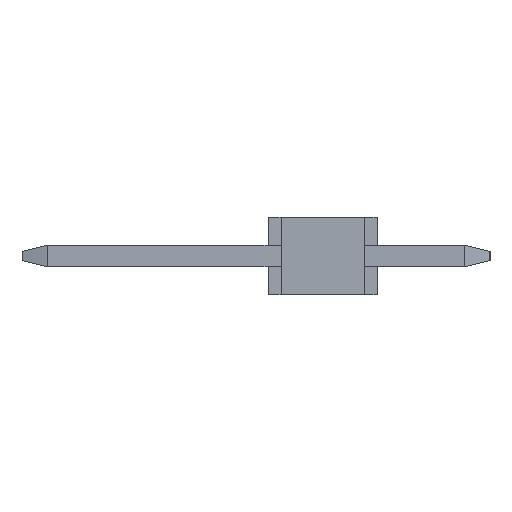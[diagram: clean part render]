
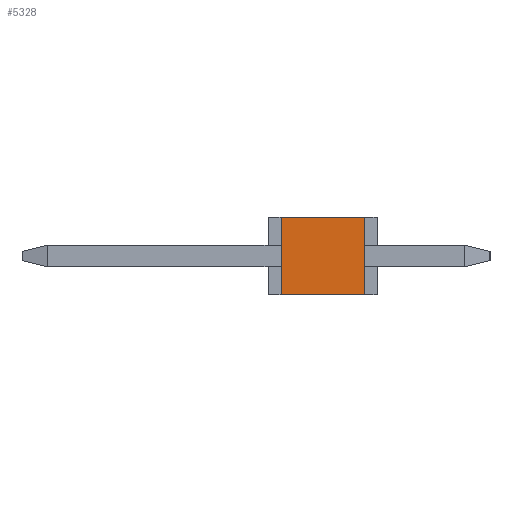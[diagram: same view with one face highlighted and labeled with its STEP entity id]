
A CAD part, left-side view. The second image highlights one B-rep face of the part: STEP entity #5328.
In plain terms, the highlighted planar face has unit normal (-1, 0, 0).
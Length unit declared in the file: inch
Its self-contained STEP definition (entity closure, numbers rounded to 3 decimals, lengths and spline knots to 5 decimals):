
#1=DIRECTION('',(0.,0.,-1.));
#2=VECTOR('',#1,0.093);
#3=CARTESIAN_POINT('',(-0.795,0.05,0.0465));
#4=LINE('',#3,#2);
#5=DIRECTION('',(0.,-1.,0.));
#6=VECTOR('',#5,0.1);
#7=CARTESIAN_POINT('',(-0.795,0.05,0.0465));
#8=LINE('',#7,#6);
#9=DIRECTION('',(0.,0.,-1.));
#10=VECTOR('',#9,0.093);
#11=CARTESIAN_POINT('',(-0.795,-0.05,0.0465));
#12=LINE('',#11,#10);
#13=DIRECTION('',(0.,1.,0.));
#14=VECTOR('',#13,0.1);
#15=CARTESIAN_POINT('',(-0.795,-0.05,-0.0465));
#16=LINE('',#15,#14);
#4057=CARTESIAN_POINT('',(-0.795,0.05,0.0465));
#4058=CARTESIAN_POINT('',(-0.795,0.05,-0.0465));
#4059=VERTEX_POINT('',#4057);
#4060=VERTEX_POINT('',#4058);
#4061=CARTESIAN_POINT('',(-0.795,-0.05,0.0465));
#4062=CARTESIAN_POINT('',(-0.795,-0.05,-0.0465));
#4063=VERTEX_POINT('',#4061);
#4064=VERTEX_POINT('',#4062);
#5313=CARTESIAN_POINT('',(-0.795,0.,0.));
#5314=DIRECTION('',(1.,0.,0.));
#5315=DIRECTION('',(0.,0.,-1.));
#5316=AXIS2_PLACEMENT_3D('',#5313,#5314,#5315);
#5317=PLANE('',#5316);
#5319=ORIENTED_EDGE('',*,*,#5318,.F.);
#5321=ORIENTED_EDGE('',*,*,#5320,.T.);
#5323=ORIENTED_EDGE('',*,*,#5322,.T.);
#5325=ORIENTED_EDGE('',*,*,#5324,.T.);
#5326=EDGE_LOOP('',(#5319,#5321,#5323,#5325));
#5327=FACE_OUTER_BOUND('',#5326,.F.);
#5328=ADVANCED_FACE('',(#5327),#5317,.F.);
#5318=EDGE_CURVE('',#4059,#4060,#4,.T.);
#5320=EDGE_CURVE('',#4059,#4063,#8,.T.);
#5322=EDGE_CURVE('',#4063,#4064,#12,.T.);
#5324=EDGE_CURVE('',#4064,#4060,#16,.T.);
